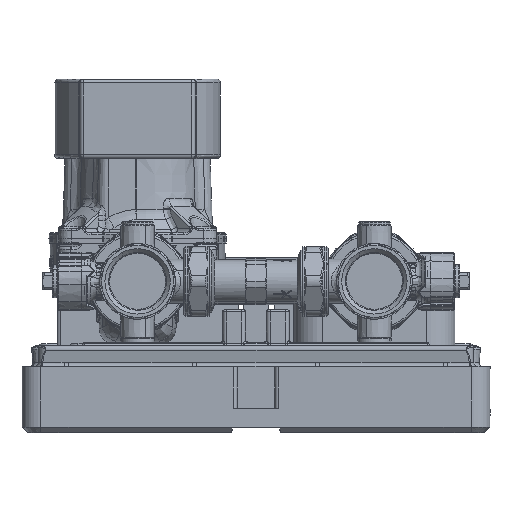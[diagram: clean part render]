
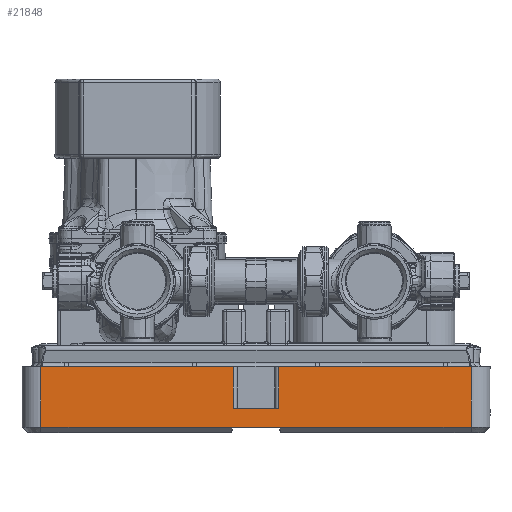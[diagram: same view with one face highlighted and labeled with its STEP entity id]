
A CAD part, left-side view. The second image highlights one B-rep face of the part: STEP entity #21848.
In plain terms, the highlighted planar face has unit normal (-1, 0, 0).
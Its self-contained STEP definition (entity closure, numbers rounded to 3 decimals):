
#11154=CARTESIAN_POINT('Vertex',(-210.458,-51.338,83.049)) ;
#11157=CARTESIAN_POINT('Line Origine',(-210.458,-51.338,65.549)) ;
#11161=CARTESIAN_POINT('Vertex',(-210.458,-51.338,51.049)) ;
#11310=CARTESIAN_POINT('Line Origine',(-210.458,175.662,65.549)) ;
#11314=CARTESIAN_POINT('Vertex',(-210.458,175.662,51.049)) ;
#11316=CARTESIAN_POINT('Vertex',(-210.458,175.662,83.049)) ;
#21779=CARTESIAN_POINT('Axis2P3D Location',(-210.458,-61.338,48.049)) ;
#21784=CARTESIAN_POINT('Line Origine',(-210.458,62.162,61.049)) ;
#21788=CARTESIAN_POINT('Vertex',(-210.458,74.162,61.049)) ;
#21790=CARTESIAN_POINT('Vertex',(-210.458,50.162,61.049)) ;
#21793=CARTESIAN_POINT('Line Origine',(-210.458,74.162,72.049)) ;
#21797=CARTESIAN_POINT('Vertex',(-210.458,74.162,83.049)) ;
#21800=CARTESIAN_POINT('Line Origine',(-210.458,124.912,83.049)) ;
#21805=CARTESIAN_POINT('Line Origine',(-210.458,125.162,51.049)) ;
#21809=CARTESIAN_POINT('Vertex',(-210.458,74.662,51.049)) ;
#21812=CARTESIAN_POINT('Line Origine',(-210.458,62.162,51.049)) ;
#21816=CARTESIAN_POINT('Vertex',(-210.458,49.662,51.049)) ;
#21819=CARTESIAN_POINT('Line Origine',(-210.458,-0.838,51.049)) ;
#21824=CARTESIAN_POINT('Line Origine',(-210.458,-0.588,83.049)) ;
#21828=CARTESIAN_POINT('Vertex',(-210.458,50.162,83.049)) ;
#21831=CARTESIAN_POINT('Line Origine',(-210.458,50.162,72.049)) ;
#11159=VECTOR('Line Direction',#11158,1.) ;
#11312=VECTOR('Line Direction',#11311,1.) ;
#21786=VECTOR('Line Direction',#21785,1.) ;
#21795=VECTOR('Line Direction',#21794,1.) ;
#21802=VECTOR('Line Direction',#21801,1.) ;
#21807=VECTOR('Line Direction',#21806,1.) ;
#21814=VECTOR('Line Direction',#21813,1.) ;
#21821=VECTOR('Line Direction',#21820,1.) ;
#21826=VECTOR('Line Direction',#21825,1.) ;
#21833=VECTOR('Line Direction',#21832,1.) ;
#11158=DIRECTION('Vector Direction',(0.,0.,1.)) ;
#11311=DIRECTION('Vector Direction',(0.,0.,1.)) ;
#21780=DIRECTION('Axis2P3D Direction',(1.,0.,0.)) ;
#21781=DIRECTION('Axis2P3D XDirection',(0.,1.,0.)) ;
#21785=DIRECTION('Vector Direction',(0.,1.,0.)) ;
#21794=DIRECTION('Vector Direction',(0.,0.,1.)) ;
#21801=DIRECTION('Vector Direction',(0.,1.,0.)) ;
#21806=DIRECTION('Vector Direction',(0.,1.,0.)) ;
#21813=DIRECTION('Vector Direction',(0.,1.,0.)) ;
#21820=DIRECTION('Vector Direction',(0.,1.,0.)) ;
#21825=DIRECTION('Vector Direction',(0.,1.,0.)) ;
#21832=DIRECTION('Vector Direction',(0.,0.,-1.)) ;
#21782=AXIS2_PLACEMENT_3D('Plane Axis2P3D',#21779,#21780,#21781) ;
#11160=LINE('Line',#11157,#11159) ;
#11313=LINE('Line',#11310,#11312) ;
#21787=LINE('Line',#21784,#21786) ;
#21796=LINE('Line',#21793,#21795) ;
#21803=LINE('Line',#21800,#21802) ;
#21808=LINE('Line',#21805,#21807) ;
#21815=LINE('Line',#21812,#21814) ;
#21822=LINE('Line',#21819,#21821) ;
#21827=LINE('Line',#21824,#21826) ;
#21834=LINE('Line',#21831,#21833) ;
#21783=PLANE('',#21782) ;
#11163=EDGE_CURVE('',#11162,#11155,#11160,.T.) ;
#11318=EDGE_CURVE('',#11315,#11317,#11313,.T.) ;
#21792=EDGE_CURVE('',#21789,#21791,#21787,.F.) ;
#21799=EDGE_CURVE('',#21798,#21789,#21796,.F.) ;
#21804=EDGE_CURVE('',#11317,#21798,#21803,.F.) ;
#21811=EDGE_CURVE('',#11315,#21810,#21808,.F.) ;
#21818=EDGE_CURVE('',#21810,#21817,#21815,.F.) ;
#21823=EDGE_CURVE('',#21817,#11162,#21822,.F.) ;
#21830=EDGE_CURVE('',#21829,#11155,#21827,.F.) ;
#21835=EDGE_CURVE('',#21791,#21829,#21834,.F.) ;
#21837=ORIENTED_EDGE('',*,*,#21792,.F.) ;
#21838=ORIENTED_EDGE('',*,*,#21799,.F.) ;
#21839=ORIENTED_EDGE('',*,*,#21804,.F.) ;
#21840=ORIENTED_EDGE('',*,*,#11318,.F.) ;
#21841=ORIENTED_EDGE('',*,*,#21811,.T.) ;
#21842=ORIENTED_EDGE('',*,*,#21818,.T.) ;
#21843=ORIENTED_EDGE('',*,*,#21823,.T.) ;
#21844=ORIENTED_EDGE('',*,*,#11163,.T.) ;
#21845=ORIENTED_EDGE('',*,*,#21830,.F.) ;
#21846=ORIENTED_EDGE('',*,*,#21835,.F.) ;
#21836=EDGE_LOOP('',(#21837,#21838,#21839,#21840,#21841,#21842,#21843,#21844,#21845,#21846)) ;
#11155=VERTEX_POINT('',#11154) ;
#11162=VERTEX_POINT('',#11161) ;
#11315=VERTEX_POINT('',#11314) ;
#11317=VERTEX_POINT('',#11316) ;
#21789=VERTEX_POINT('',#21788) ;
#21791=VERTEX_POINT('',#21790) ;
#21798=VERTEX_POINT('',#21797) ;
#21810=VERTEX_POINT('',#21809) ;
#21817=VERTEX_POINT('',#21816) ;
#21829=VERTEX_POINT('',#21828) ;
#21848=ADVANCED_FACE('765600 HE - TST',(#21847),#21783,.F.) ;
#21847=FACE_OUTER_BOUND('',#21836,.T.) ;
